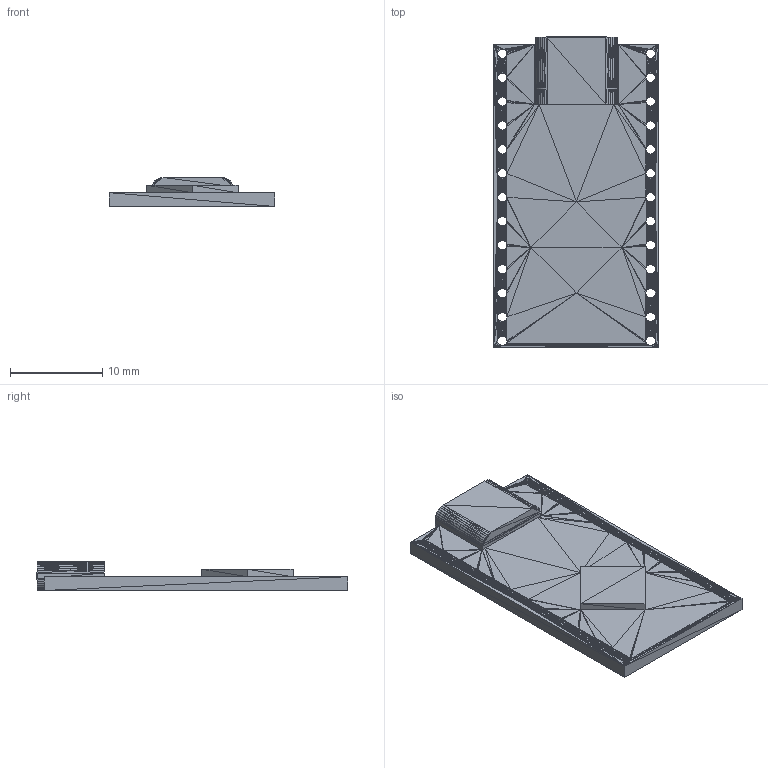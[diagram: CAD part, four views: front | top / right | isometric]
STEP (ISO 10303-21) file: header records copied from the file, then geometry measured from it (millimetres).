
FILE_DESCRIPTION((''),'2;1');
FILE_NAME('nRF52840 Reference', '2025-03-31T06:47:28', (''), (''), 'ImageToStl.com STEP Converter','', '');
FILE_SCHEMA(('AUTOMOTIVE_DESIGN_CC2'));
Length unit declared in the file: metre
Products named in the file (2): product0; product1
Bounding box: 18 x 33.85 x 3.15 mm (x, y, z)
Surface area: 1805.4 mm2 (no closed solid volume)
Topology: 0 solids, 4148 shells, 4148 faces, 12444 edges, 2026 vertices
Faces by surface type: plane 4148
Entity records: 99500 total; most frequent: DIRECTION 20742, ORIENTED_EDGE 12444, EDGE_CURVE 12444, LINE 12444, VECTOR 12444, AXIS2_PLACEMENT_3D 4149, FACE_SURFACE 4148, PLANE 4148
